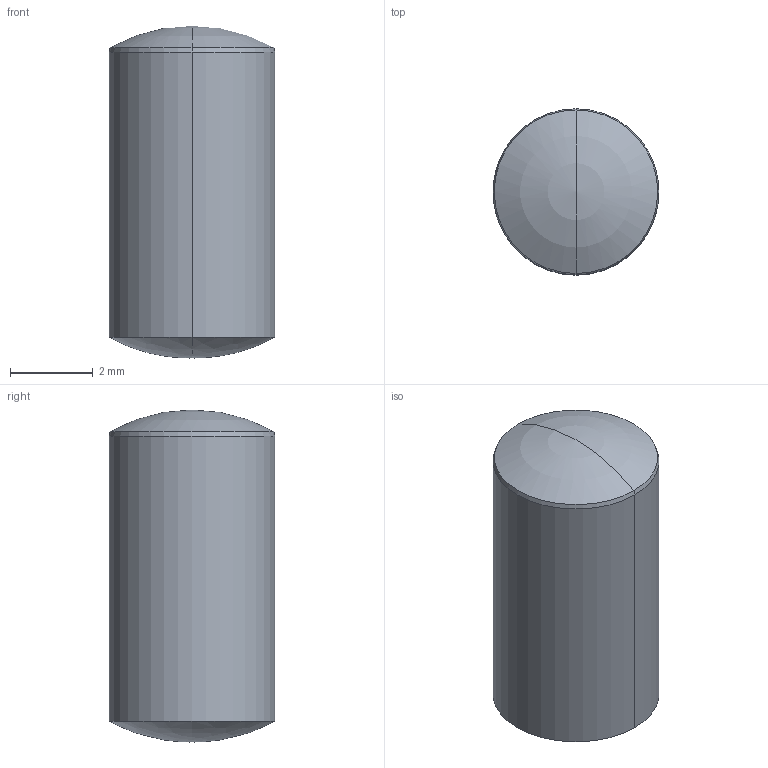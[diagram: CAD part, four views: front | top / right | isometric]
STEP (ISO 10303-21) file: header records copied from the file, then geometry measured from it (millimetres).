
FILE_DESCRIPTION((''),'2;1');
FILE_NAME('PS_D6325_04X08','2021-11-18T11:22:49',('rein_je'),(''),'CREO PARAMETRIC BY PTC INC, 2019471','CREO PARAMETRIC BY PTC INC, 2019471','');
FILE_SCHEMA(('AUTOMOTIVE_DESIGN { 1 0 10303 214 1 1 1 1 }'));
Length unit declared in the file: millimetre
Products named in the file (1): PS_D6325_04X08
Bounding box: 4 x 4 x 8 mm (x, y, z)
Volume: 94.2 mm3; surface area: 114.2 mm2
Topology: 1 solids, 1 shells, 8 faces, 19 edges, 10 vertices
Faces by surface type: cone 2, sphere 2, cylinder 2, bspline 2
Entity records: 388 total; most frequent: CARTESIAN_POINT 67, DIRECTION 45, COLOUR_RGB 39, ORIENTED_EDGE 28, AXIS2_PLACEMENT_3D 20, PRESENTATION_STYLE_ASSIGNMENT 17, STYLED_ITEM 17, CURVE_STYLE 16
